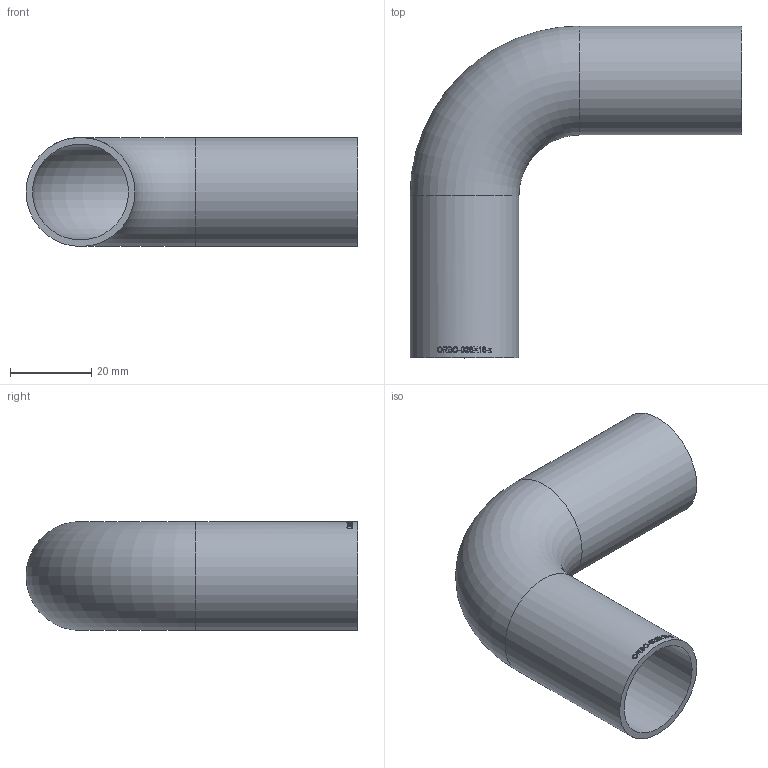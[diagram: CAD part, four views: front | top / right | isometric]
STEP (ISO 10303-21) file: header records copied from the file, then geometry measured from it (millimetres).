
FILE_DESCRIPTION (( 'STEP AP214' ), '1' );
FILE_NAME ('ORBO-026X16-x Bogen orbital Iso 2004.STEP', '2020-04-09T10:00:55', ( '' ), ( '' ), 'SwSTEP 2.0', 'SolidWorks 2019', '' );
FILE_SCHEMA (( 'AUTOMOTIVE_DESIGN' ));
Length unit declared in the file: millimetre
Products named in the file (1): ORBO-026X16-x Bogen orbital Iso 2004
Bounding box: 81.95 x 81.95 x 26.9 mm (x, y, z)
Volume: 15867.1 mm3; surface area: 20090.8 mm2
Topology: 1 solids, 1 shells, 184 faces, 484 edges, 322 vertices
Faces by surface type: bspline 113, plane 44, cylinder 25, torus 2
Full cylindrical faces by diameter (mm): 23.7 x2, 26.9 x2
Entity records: 16461 total; most frequent: CARTESIAN_POINT 11057, ORIENTED_EDGE 946, EDGE_CURVE 473, B_SPLINE_CURVE_WITH_KNOTS 356, DIRECTION 325, VERTEX_POINT 318, EDGE_LOOP 213, FACE_OUTER_BOUND 190
